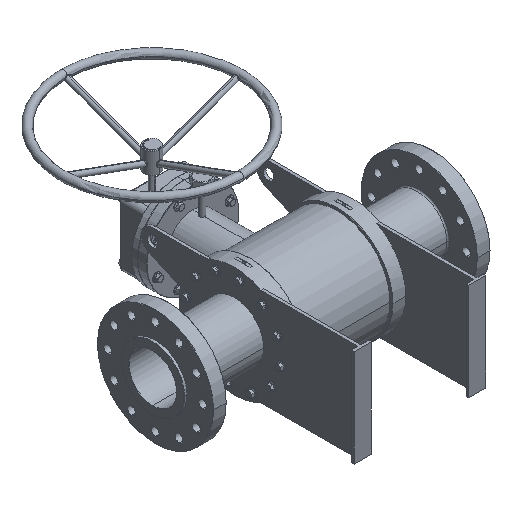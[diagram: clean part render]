
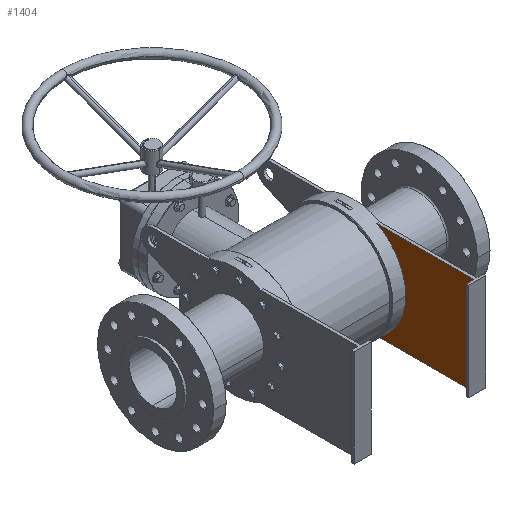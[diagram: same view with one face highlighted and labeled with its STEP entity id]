
A CAD part, isometric view. The second image highlights one B-rep face of the part: STEP entity #1404.
In plain terms, the highlighted planar face has unit normal (-1, 0, 0).
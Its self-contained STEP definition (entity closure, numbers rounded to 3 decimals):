
#1106 = DIRECTION ( 'NONE',  ( 0., -1., 0. ) ) ;
#1404 = ADVANCED_FACE ( 'NONE', ( #8025 ), #10252, .F. ) ;
#1604 = CIRCLE ( 'NONE', #2033, 210.5 ) ;
#1684 = ORIENTED_EDGE ( 'NONE', *, *, #16978, .F. ) ;
#2033 = AXIS2_PLACEMENT_3D ( 'NONE', #8919, #6543, #19350 ) ;
#2530 = CARTESIAN_POINT ( 'NONE',  ( 215., -469., 185. ) ) ;
#2990 = ORIENTED_EDGE ( 'NONE', *, *, #23619, .F. ) ;
#3197 = VERTEX_POINT ( 'NONE', #2530 ) ;
#3531 = CARTESIAN_POINT ( 'NONE',  ( 215., 0., 185. ) ) ;
#3949 = DIRECTION ( 'NONE',  ( 0., -1., 0. ) ) ;
#4117 = DIRECTION ( 'NONE',  ( 0., 0., 1. ) ) ;
#4202 = AXIS2_PLACEMENT_3D ( 'NONE', #7837, #14260, #15081 ) ;
#5292 = LINE ( 'NONE', #20170, #23934 ) ;
#5610 = VECTOR ( 'NONE', #9835, 1000. ) ;
#6210 = CARTESIAN_POINT ( 'NONE',  ( 215., 0., 0. ) ) ;
#6543 = DIRECTION ( 'NONE',  ( -1., 0., 0. ) ) ;
#7415 = VERTEX_POINT ( 'NONE', #18038 ) ;
#7755 = CIRCLE ( 'NONE', #4202, 210.5 ) ;
#7837 = CARTESIAN_POINT ( 'NONE',  ( 215., 0., 0. ) ) ;
#8025 = FACE_OUTER_BOUND ( 'NONE', #17698, .T. ) ;
#8532 = CARTESIAN_POINT ( 'NONE',  ( 215., -100.425, -185. ) ) ;
#8919 = CARTESIAN_POINT ( 'NONE',  ( 215., 0., 0. ) ) ;
#9835 = DIRECTION ( 'NONE',  ( 0., 0., 1. ) ) ;
#10115 = LINE ( 'NONE', #24584, #5610 ) ;
#10252 = PLANE ( 'NONE',  #10714 ) ;
#10714 = AXIS2_PLACEMENT_3D ( 'NONE', #6210, #18468, #4117 ) ;
#11082 = EDGE_CURVE ( 'NONE', #11983, #13026, #5292, .T. ) ;
#11983 = VERTEX_POINT ( 'NONE', #8532 ) ;
#12660 = CARTESIAN_POINT ( 'NONE',  ( 215., -100.425, 185. ) ) ;
#13026 = VERTEX_POINT ( 'NONE', #21906 ) ;
#14260 = DIRECTION ( 'NONE',  ( -1., 0., 0. ) ) ;
#15081 = DIRECTION ( 'NONE',  ( 0., -1., 0. ) ) ;
#16978 = EDGE_CURVE ( 'NONE', #11983, #7415, #7755, .T. ) ;
#17698 = EDGE_LOOP ( 'NONE', ( #24258, #17955, #22043, #2990, #1684 ) ) ;
#17955 = ORIENTED_EDGE ( 'NONE', *, *, #24509, .T. ) ;
#18038 = CARTESIAN_POINT ( 'NONE',  ( 215., -210.5, 0. ) ) ;
#18468 = DIRECTION ( 'NONE',  ( 1., 0., 0. ) ) ;
#19350 = DIRECTION ( 'NONE',  ( 0., -1., 0. ) ) ;
#20170 = CARTESIAN_POINT ( 'NONE',  ( 215., 0., -185. ) ) ;
#21454 = VERTEX_POINT ( 'NONE', #12660 ) ;
#21906 = CARTESIAN_POINT ( 'NONE',  ( 215., -469., -185. ) ) ;
#22043 = ORIENTED_EDGE ( 'NONE', *, *, #24711, .F. ) ;
#22098 = VECTOR ( 'NONE', #3949, 1000. ) ;
#23029 = LINE ( 'NONE', #3531, #22098 ) ;
#23619 = EDGE_CURVE ( 'NONE', #7415, #21454, #1604, .T. ) ;
#23934 = VECTOR ( 'NONE', #1106, 1000. ) ;
#24258 = ORIENTED_EDGE ( 'NONE', *, *, #11082, .T. ) ;
#24509 = EDGE_CURVE ( 'NONE', #13026, #3197, #10115, .T. ) ;
#24584 = CARTESIAN_POINT ( 'NONE',  ( 215., -469., 185. ) ) ;
#24711 = EDGE_CURVE ( 'NONE', #21454, #3197, #23029, .T. ) ;
